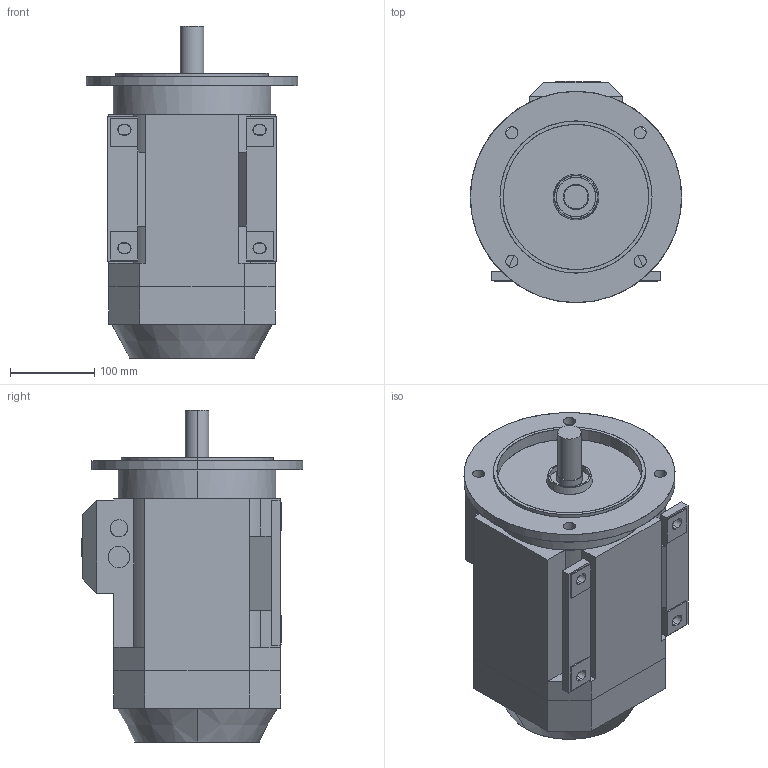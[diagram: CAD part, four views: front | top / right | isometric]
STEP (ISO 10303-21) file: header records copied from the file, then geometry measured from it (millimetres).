
FILE_DESCRIPTION(/* description */ (''),/* implementation_level */ '2;1');
FILE_NAME(/* name */ 'M3AA IE3 100L B35.stp',/* time_stamp */ '2015-07-31T15:06:30+02:00',/* author */ (''),/* organization */ (''),/* preprocessor_version */ 'ST-DEVELOPER v14',/* originating_system */ 'SIEMENS PLM Software NX 8.0',/* authorisation */ '');
FILE_SCHEMA (('AUTOMOTIVE_DESIGN { 1 0 10303 214 3 1 1 1 }'));
Length unit declared in the file: millimetre
Products named in the file (1): M3AA IE3 100L B35_igs
Bounding box: 250 x 262 x 393 mm (x, y, z)
Surface area: 449496.1 mm2 (no closed solid volume)
Topology: 0 solids, 225 shells, 225 faces, 1123 edges, 1122 vertices
Faces by surface type: plane 166, cylinder 37, cone 12, bspline 10
Full cylindrical faces by diameter (mm): 190 x1
Entity records: 14118 total; most frequent: CARTESIAN_POINT 3892, DIRECTION 1516, ORIENTED_EDGE 1122, VERTEX_POINT 1122, EDGE_CURVE 1122, LINE 868, VECTOR 868, AXIS2_PLACEMENT_3D 324
